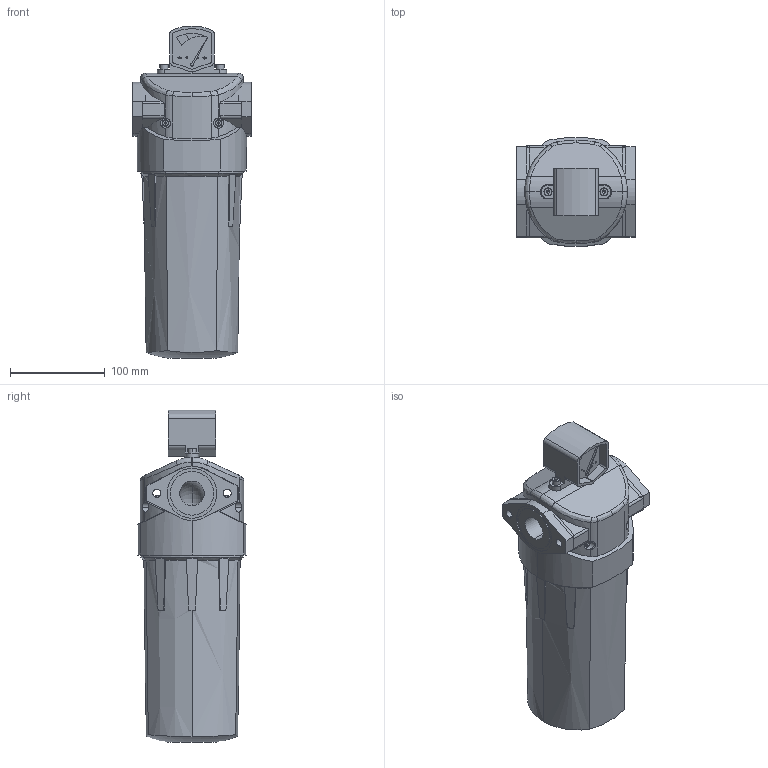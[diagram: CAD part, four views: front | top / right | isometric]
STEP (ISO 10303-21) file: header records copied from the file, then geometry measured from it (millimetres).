
FILE_DESCRIPTION (( 'STEP AP203' ), '1' );
FILE_NAME ('F0125-F0181.STEP', '2022-05-07T06:43:59', ( 'SkyUser' ), ( 'ITSK.com' ), 'SwSTEP 2.0', 'SolidWorks 2014', '' );
FILE_SCHEMA (( 'CONFIG_CONTROL_DESIGN' ));
Length unit declared in the file: millimetre
Products named in the file (7): hexagon socket head cap screws gb_GB_FASTENER_SCREWS_HSHCS M4X6-S; socket head cap screw_iso_ISO 4762 M5 x 16 --- 16N; F0125-F0181; 1渡芛; 300詰_菴2; 1渡蜇褲; 揤船桶
Assembly tree (11 placements, depth 2):
  F0125-F0181
    1渡芛
    300詰_菴2
    1渡蜇褲  x2
    揤船桶
    hexagon socket head cap screws gb_GB_FASTENER_SCREWS_HSHCS M4X6-S  x4
    socket head cap screw_iso_ISO 4762 M5 x 16 --- 16N  x2
Bounding box: 125 x 114.35 x 349.82 mm (x, y, z)
Volume: 1304219.6 mm3; surface area: 275028.1 mm2
Topology: 12 solids, 12 shells, 925 faces, 2156 edges, 1280 vertices
Faces by surface type: plane 283, cylinder 281, cone 265, bspline 68, torus 28
Entity records: 17987 total; most frequent: CARTESIAN_POINT 5635, ORIENTED_EDGE 2438, DIRECTION 2340, EDGE_CURVE 1219, AXIS2_PLACEMENT_3D 871, VERTEX_POINT 765, VECTOR 598, LINE 598
